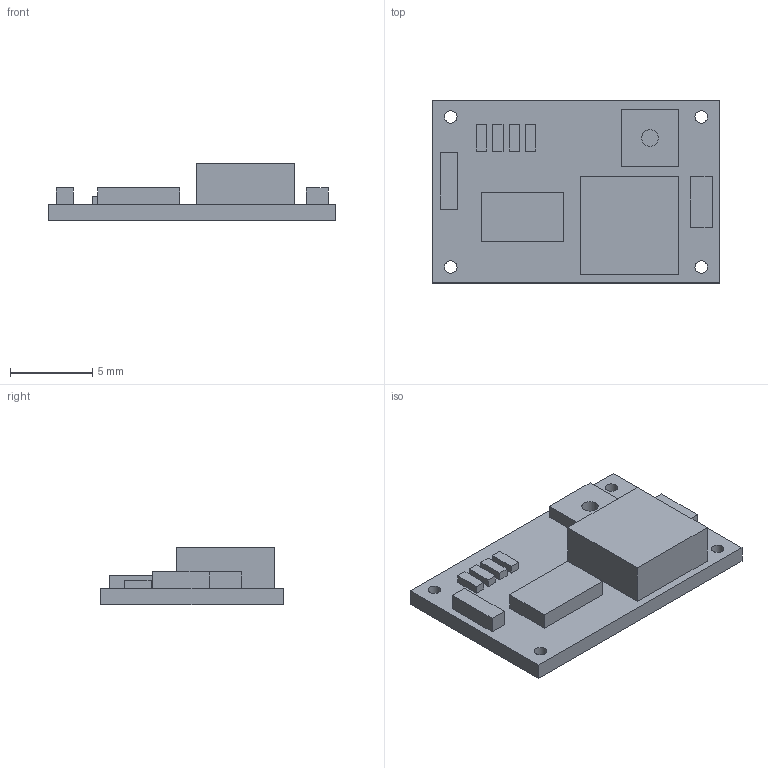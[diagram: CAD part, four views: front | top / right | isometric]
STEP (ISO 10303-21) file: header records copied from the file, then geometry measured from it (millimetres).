
FILE_DESCRIPTION(/* description */ ('STEP AP242','CAx-IF Rec.Pracs.---Representation and Presentation of Product Manufacturing Information (PMI)---4.0---2014-10-13','CAx-IF Rec.Pracs.---3D Tessellated Geometry---0.4---2014-09-14','2;1'),/* implementation_level */ '2;1');
FILE_NAME(/* name */ '67be6fb277546b1533be7c81',/* time_stamp */ '2025-02-26T01:34:44Z',/* author */ (''),/* organization */ (''),/* preprocessor_version */ 'ST-DEVELOPER v20',/* originating_system */ 'ONSHAPE BY PTC INC, 1.194',/* authorisation */ ' ');
FILE_SCHEMA (('AP242_MANAGED_MODEL_BASED_3D_ENGINEERING_MIM_LF { 1 0 10303 442 1 1 4 }'));
Length unit declared in the file: metre
Products named in the file (10): Part 3; Part 2; Part 10; Part 7; Part 1; Part 8; Part 5; Part 4; Part 9; Part 6
Bounding box: 17.5 x 11.08 x 3.5 mm (x, y, z)
Volume: 316 mm3; surface area: 716 mm2
Topology: 10 solids, 10 shells, 65 faces, 135 edges, 90 vertices
Faces by surface type: plane 60, cylinder 5
Full cylindrical faces by diameter (mm): 0.762 x4, 1 x1
Entity records: 1946 total; most frequent: CARTESIAN_POINT 295, DIRECTION 290, ORIENTED_EDGE 260, EDGE_CURVE 130, LINE 120, VECTOR 120, VERTEX_POINT 90, AXIS2_PLACEMENT_3D 85
